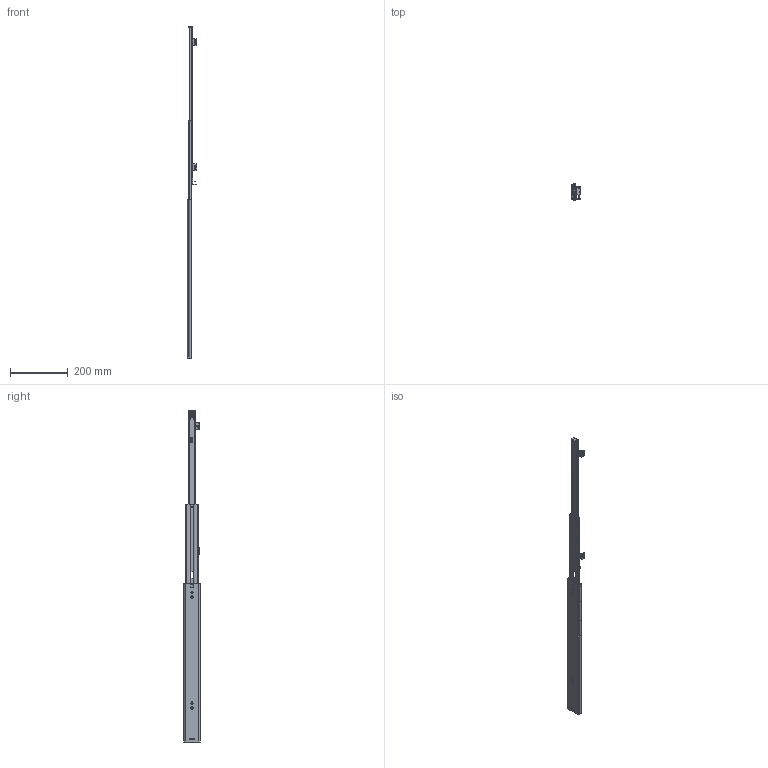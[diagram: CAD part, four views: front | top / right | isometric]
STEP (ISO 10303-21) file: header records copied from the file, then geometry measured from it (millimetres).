
FILE_DESCRIPTION(/* description */ ('Überauszug Serie 038 550x600 links'),/* implementation_level */ '2;1');
FILE_NAME(/* name */ '07000066011.stp',/* time_stamp */ '2020-07-02T16:37:46+02:00',/* author */ ('Dennis Bruder'),/* organization */ (''),/* preprocessor_version */ 'ST-DEVELOPER v18',/* originating_system */ 'Autodesk Inventor 2020',/* authorisation */ '');
FILE_SCHEMA (('AUTOMOTIVE_DESIGN { 1 0 10303 214 3 1 1 }'));
Products named in the file (1): 07000066011
Bounding box: 33.8 x 57.38 x 1150 mm (x, y, z)
Volume: 223697.8 mm3; surface area: 291549.2 mm2
Topology: 81 solids, 81 shells, 3693 faces, 10973 edges, 7309 vertices
Faces by surface type: plane 1747, cylinder 891, cone 480, torus 250, bspline 249, sphere 76
Full cylindrical faces by diameter (mm): 1 x8, 2.3 x2, 3.5 x2, 4 x2, 4.1 x9, 4.5 x8, 4.6 x7, 5 x6, 5.9 x3, 6 x8, 8 x6, 8.2 x2
Entity records: 141473 total; most frequent: CARTESIAN_POINT 42827, ORIENTED_EDGE 21662, DIRECTION 17928, EDGE_CURVE 10831, VERTEX_POINT 7309, AXIS2_PLACEMENT_3D 6233, LINE 5462, VECTOR 5462
